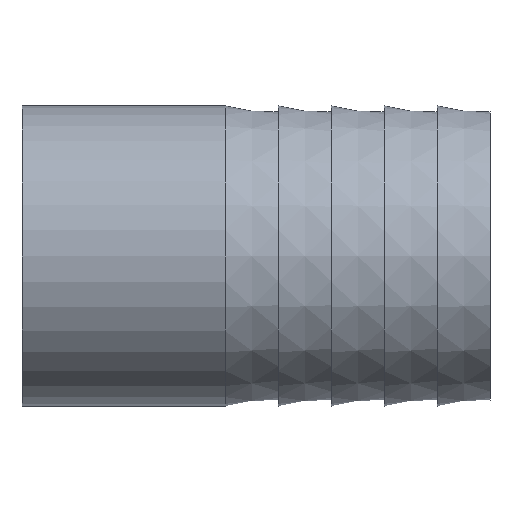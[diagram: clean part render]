
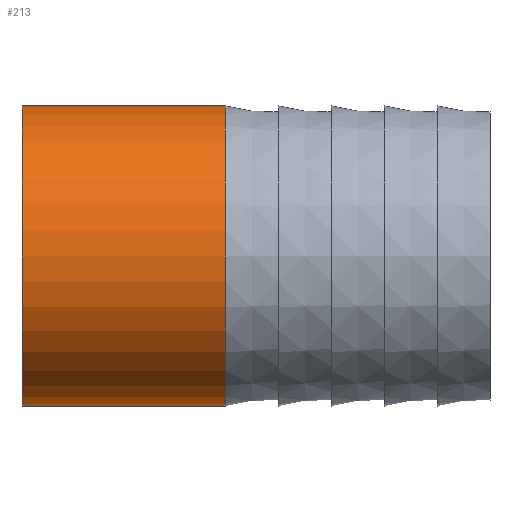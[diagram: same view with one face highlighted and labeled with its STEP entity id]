
A CAD part, front view. The second image highlights one B-rep face of the part: STEP entity #213.
In plain terms, the highlighted cylindrical face has radius 34 mm (diameter 68 mm), a full revolution.
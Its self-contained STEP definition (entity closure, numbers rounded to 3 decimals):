
#17=CYLINDRICAL_SURFACE('',#244,34.);
#36=FACE_BOUND('',#82,.T.);
#53=FACE_OUTER_BOUND('',#81,.T.);
#81=EDGE_LOOP('',(#166));
#82=EDGE_LOOP('',(#167));
#95=CIRCLE('',#225,34.);
#105=CIRCLE('',#245,34.);
#112=VERTEX_POINT('',#332);
#122=VERTEX_POINT('',#362);
#129=EDGE_CURVE('',#112,#112,#95,.T.);
#139=EDGE_CURVE('',#122,#122,#105,.T.);
#166=ORIENTED_EDGE('',*,*,#139,.T.);
#167=ORIENTED_EDGE('',*,*,#129,.T.);
#213=ADVANCED_FACE('',(#53,#36),#17,.T.);
#225=AXIS2_PLACEMENT_3D('',#333,#265,#266);
#244=AXIS2_PLACEMENT_3D('',#361,#303,#304);
#245=AXIS2_PLACEMENT_3D('',#363,#305,#306);
#265=DIRECTION('center_axis',(-1.,0.,0.));
#266=DIRECTION('ref_axis',(0.,1.,0.));
#303=DIRECTION('center_axis',(1.,0.,0.));
#304=DIRECTION('ref_axis',(0.,1.,0.));
#305=DIRECTION('center_axis',(1.,0.,0.));
#306=DIRECTION('ref_axis',(0.,0.,-1.));
#332=CARTESIAN_POINT('',(-59.98,-34.,0.));
#333=CARTESIAN_POINT('Origin',(-59.98,0.,0.));
#361=CARTESIAN_POINT('Origin',(-53.,0.,0.));
#362=CARTESIAN_POINT('',(-106.,34.,0.));
#363=CARTESIAN_POINT('Origin',(-106.,0.,0.));
